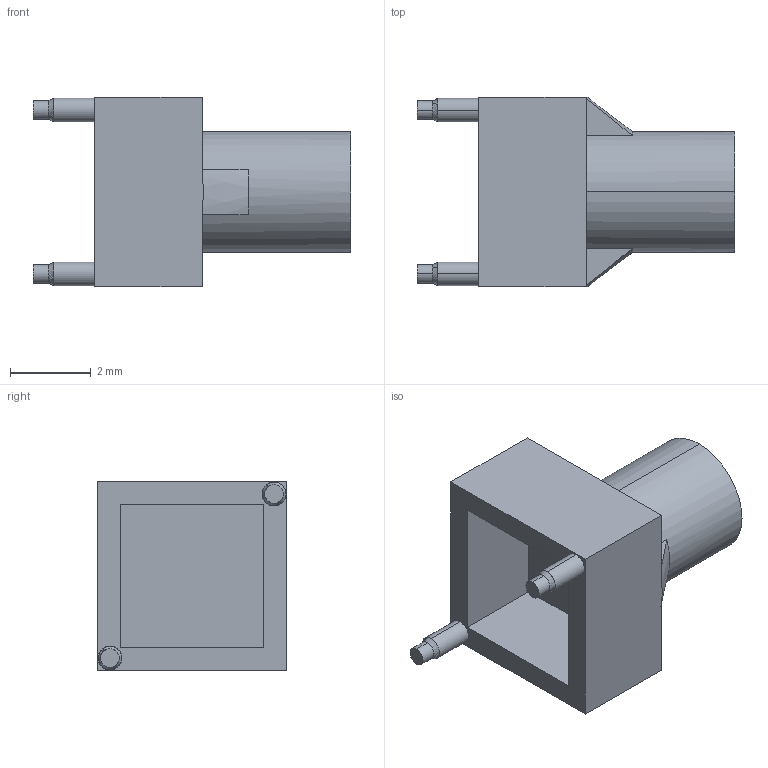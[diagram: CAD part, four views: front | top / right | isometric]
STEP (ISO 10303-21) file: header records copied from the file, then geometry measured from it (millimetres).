
FILE_DESCRIPTION (( 'STEP AP214' ), '1' );
FILE_NAME ('BIVAR__INC_VLP-250-F.step', '2020-07-21T08:27:30', ( '' ), ( '' ), 'SwSTEP 2.0', 'SolidWorks 2020', '' );
FILE_SCHEMA (( 'AUTOMOTIVE_DESIGN' ));
Length unit declared in the file: inch
Products named in the file (1): BIVAR__INC_VLP-250-F
Bounding box: 7.87 x 4.7 x 4.7 mm (x, y, z)
Volume: 59.4 mm3; surface area: 166.6 mm2
Topology: 3 solids, 3 shells, 41 faces, 96 edges, 64 vertices
Faces by surface type: plane 25, cylinder 10, bspline 4, cone 2
Entity records: 1276 total; most frequent: CARTESIAN_POINT 272, DIRECTION 196, ORIENTED_EDGE 192, EDGE_CURVE 96, AXIS2_PLACEMENT_3D 72, VERTEX_POINT 64, VECTOR 52, LINE 52
